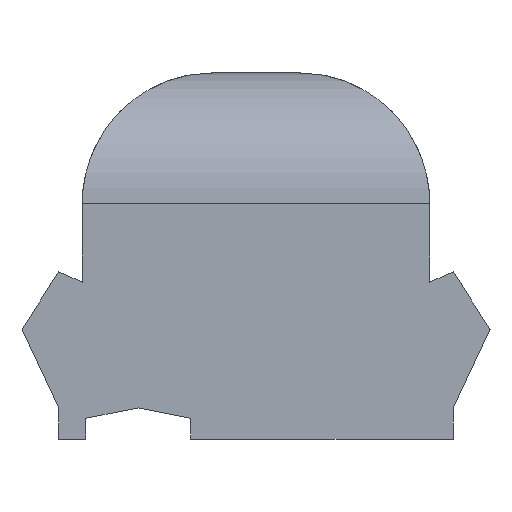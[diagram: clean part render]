
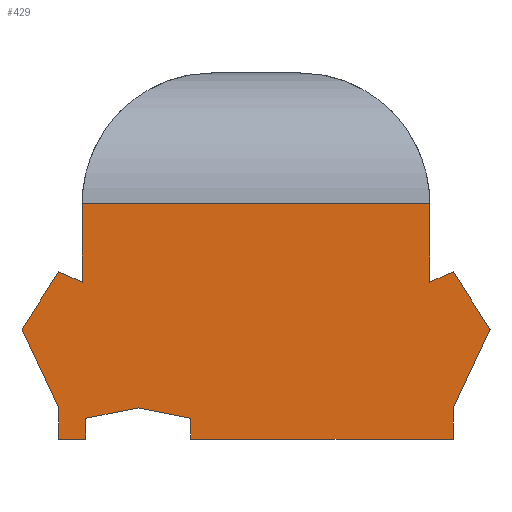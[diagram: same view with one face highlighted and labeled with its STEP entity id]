
A CAD part, left-side view. The second image highlights one B-rep face of the part: STEP entity #429.
In plain terms, the highlighted planar face has unit normal (-1, 0, 0).
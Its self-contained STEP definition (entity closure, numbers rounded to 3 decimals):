
#38=FACE_OUTER_BOUND('',#61,.T.);
#61=EDGE_LOOP('',(#352,#353,#354,#355,#356,#357,#358,#359,#360,#361,#362,
#363,#364,#365,#366,#367,#368));
#69=LINE('',#594,#124);
#72=LINE('',#600,#127);
#75=LINE('',#606,#130);
#78=LINE('',#612,#133);
#81=LINE('',#618,#136);
#84=LINE('',#624,#139);
#87=LINE('',#630,#142);
#90=LINE('',#636,#145);
#93=LINE('',#642,#148);
#96=LINE('',#648,#151);
#99=LINE('',#654,#154);
#102=LINE('',#660,#157);
#105=LINE('',#666,#160);
#113=LINE('',#681,#168);
#115=LINE('',#686,#170);
#116=LINE('',#688,#171);
#117=LINE('',#689,#172);
#124=VECTOR('',#482,1000.);
#127=VECTOR('',#487,1000.);
#130=VECTOR('',#492,1000.);
#133=VECTOR('',#497,1000.);
#136=VECTOR('',#502,1000.);
#139=VECTOR('',#507,1000.);
#142=VECTOR('',#512,1000.);
#145=VECTOR('',#517,1000.);
#148=VECTOR('',#522,1000.);
#151=VECTOR('',#527,1000.);
#154=VECTOR('',#532,1000.);
#157=VECTOR('',#537,1000.);
#160=VECTOR('',#542,1000.);
#168=VECTOR('',#554,1000.);
#170=VECTOR('',#560,1000.);
#171=VECTOR('',#561,1000.);
#172=VECTOR('',#562,1000.);
#179=VERTEX_POINT('',#591);
#180=VERTEX_POINT('',#593);
#182=VERTEX_POINT('',#599);
#184=VERTEX_POINT('',#605);
#186=VERTEX_POINT('',#611);
#188=VERTEX_POINT('',#617);
#190=VERTEX_POINT('',#623);
#192=VERTEX_POINT('',#629);
#194=VERTEX_POINT('',#635);
#196=VERTEX_POINT('',#641);
#198=VERTEX_POINT('',#647);
#200=VERTEX_POINT('',#653);
#202=VERTEX_POINT('',#659);
#204=VERTEX_POINT('',#665);
#209=VERTEX_POINT('',#679);
#210=VERTEX_POINT('',#685);
#211=VERTEX_POINT('',#687);
#217=EDGE_CURVE('',#179,#180,#69,.T.);
#220=EDGE_CURVE('',#180,#182,#72,.T.);
#223=EDGE_CURVE('',#182,#184,#75,.T.);
#226=EDGE_CURVE('',#184,#186,#78,.T.);
#229=EDGE_CURVE('',#186,#188,#81,.T.);
#232=EDGE_CURVE('',#188,#190,#84,.T.);
#235=EDGE_CURVE('',#190,#192,#87,.T.);
#238=EDGE_CURVE('',#192,#194,#90,.T.);
#241=EDGE_CURVE('',#194,#196,#93,.T.);
#244=EDGE_CURVE('',#196,#198,#96,.T.);
#247=EDGE_CURVE('',#198,#200,#99,.T.);
#250=EDGE_CURVE('',#200,#202,#102,.T.);
#253=EDGE_CURVE('',#202,#204,#105,.T.);
#261=EDGE_CURVE('',#209,#179,#113,.T.);
#263=EDGE_CURVE('',#209,#210,#115,.T.);
#264=EDGE_CURVE('',#210,#211,#116,.T.);
#265=EDGE_CURVE('',#211,#204,#117,.T.);
#352=ORIENTED_EDGE('',*,*,#263,.T.);
#353=ORIENTED_EDGE('',*,*,#264,.T.);
#354=ORIENTED_EDGE('',*,*,#265,.T.);
#355=ORIENTED_EDGE('',*,*,#253,.F.);
#356=ORIENTED_EDGE('',*,*,#250,.F.);
#357=ORIENTED_EDGE('',*,*,#247,.F.);
#358=ORIENTED_EDGE('',*,*,#244,.F.);
#359=ORIENTED_EDGE('',*,*,#241,.F.);
#360=ORIENTED_EDGE('',*,*,#238,.F.);
#361=ORIENTED_EDGE('',*,*,#235,.F.);
#362=ORIENTED_EDGE('',*,*,#232,.F.);
#363=ORIENTED_EDGE('',*,*,#229,.F.);
#364=ORIENTED_EDGE('',*,*,#226,.F.);
#365=ORIENTED_EDGE('',*,*,#223,.F.);
#366=ORIENTED_EDGE('',*,*,#220,.F.);
#367=ORIENTED_EDGE('',*,*,#217,.F.);
#368=ORIENTED_EDGE('',*,*,#261,.F.);
#409=PLANE('',#466);
#429=ADVANCED_FACE('',(#38),#409,.T.);
#466=AXIS2_PLACEMENT_3D('',#684,#558,#559);
#482=DIRECTION('',(0.,-0.537,-0.844));
#487=DIRECTION('',(0.,0.423,-0.906));
#492=DIRECTION('',(0.,0.,-1.));
#497=DIRECTION('',(0.,1.,0.));
#502=DIRECTION('',(0.,0.,1.));
#507=DIRECTION('',(0.,0.981,0.196));
#512=DIRECTION('',(0.,0.981,-0.196));
#517=DIRECTION('',(0.,0.,-1.));
#522=DIRECTION('',(0.,1.,0.));
#527=DIRECTION('',(0.,0.,1.));
#532=DIRECTION('',(0.,0.423,0.906));
#537=DIRECTION('',(0.,-0.537,0.844));
#542=DIRECTION('',(0.,-0.914,-0.406));
#554=DIRECTION('',(0.,-0.914,0.406));
#558=DIRECTION('center_axis',(-1.,0.,0.));
#559=DIRECTION('ref_axis',(0.,0.,1.));
#560=DIRECTION('',(0.,0.,1.));
#561=DIRECTION('',(0.,1.,0.));
#562=DIRECTION('',(0.,0.,-1.));
#591=CARTESIAN_POINT('',(-0.3,-31.175,9.069));
#593=CARTESIAN_POINT('',(-0.3,-31.875,7.969));
#594=CARTESIAN_POINT('',(-0.3,-31.875,7.969));
#599=CARTESIAN_POINT('',(-0.3,-31.175,6.469));
#600=CARTESIAN_POINT('',(-0.3,-31.175,6.469));
#605=CARTESIAN_POINT('',(-0.3,-31.175,5.869));
#606=CARTESIAN_POINT('',(-0.3,-31.175,5.869));
#611=CARTESIAN_POINT('',(-0.3,-26.155,5.869));
#612=CARTESIAN_POINT('',(-0.3,-26.155,5.869));
#617=CARTESIAN_POINT('',(-0.3,-26.155,6.269));
#618=CARTESIAN_POINT('',(-0.3,-26.155,6.269));
#623=CARTESIAN_POINT('',(-0.3,-25.155,6.469));
#624=CARTESIAN_POINT('',(-0.3,-25.155,6.469));
#629=CARTESIAN_POINT('',(-0.3,-24.155,6.269));
#630=CARTESIAN_POINT('',(-0.3,-24.155,6.269));
#635=CARTESIAN_POINT('',(-0.3,-24.155,5.869));
#636=CARTESIAN_POINT('',(-0.3,-24.155,5.869));
#641=CARTESIAN_POINT('',(-0.3,-23.635,5.869));
#642=CARTESIAN_POINT('',(-0.3,-23.635,5.869));
#647=CARTESIAN_POINT('',(-0.3,-23.635,6.469));
#648=CARTESIAN_POINT('',(-0.3,-23.635,6.469));
#653=CARTESIAN_POINT('',(-0.3,-22.935,7.969));
#654=CARTESIAN_POINT('',(-0.3,-22.935,7.969));
#659=CARTESIAN_POINT('',(-0.3,-23.635,9.069));
#660=CARTESIAN_POINT('',(-0.3,-23.635,9.069));
#665=CARTESIAN_POINT('',(-0.3,-24.085,8.869));
#666=CARTESIAN_POINT('',(-0.3,-24.085,8.869));
#679=CARTESIAN_POINT('',(-0.3,-30.725,8.869));
#681=CARTESIAN_POINT('',(-0.3,-31.175,9.069));
#684=CARTESIAN_POINT('Origin',(-0.3,-5.405,5.869));
#685=CARTESIAN_POINT('',(-0.3,-30.725,10.369));
#686=CARTESIAN_POINT('',(-0.3,-30.725,5.869));
#687=CARTESIAN_POINT('',(-0.3,-24.085,10.369));
#688=CARTESIAN_POINT('',(-0.3,-5.405,10.369));
#689=CARTESIAN_POINT('',(-0.3,-24.085,5.869));
